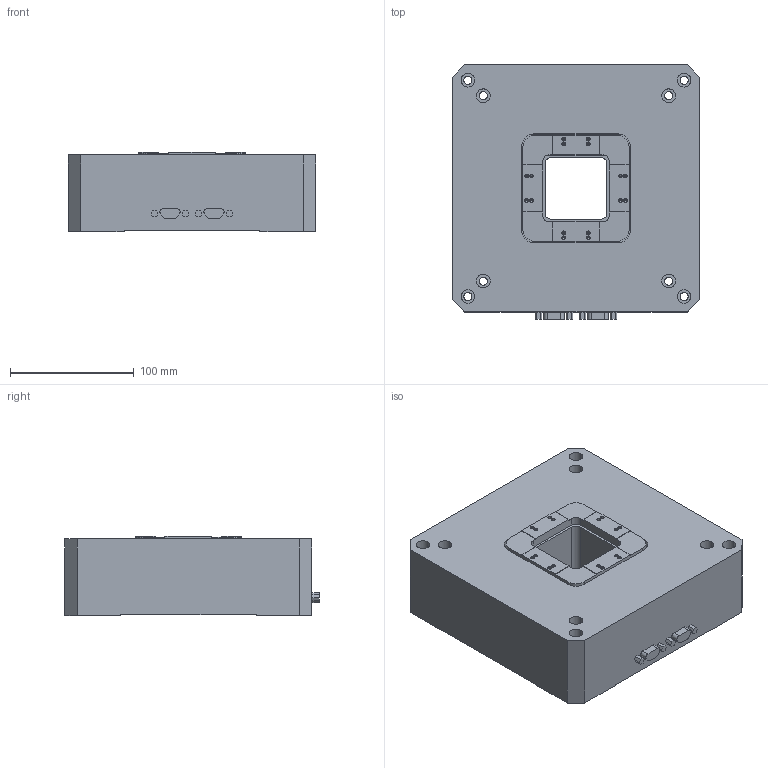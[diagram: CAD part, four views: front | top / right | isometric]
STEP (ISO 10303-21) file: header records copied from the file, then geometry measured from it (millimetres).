
FILE_DESCRIPTION (( 'STEP AP203' ), '1' );
FILE_NAME ('H60.XYZTR0S-B1外形三维-21.06.10.STEP', '2021-06-10T00:29:16', ( 'Windows 用户' ), ( '微软中国' ), 'SwSTEP 2.0', 'SolidWorks 2016', '' );
FILE_SCHEMA (( 'CONFIG_CONTROL_DESIGN' ));
Length unit declared in the file: millimetre
Products named in the file (1): H60.XYZTR0S-B1外形三维-21.06.10
Bounding box: 200 x 205.8 x 64 mm (x, y, z)
Volume: 2264561.2 mm3; surface area: 155523.9 mm2
Topology: 1 solids, 1 shells, 274 faces, 688 edges, 416 vertices
Faces by surface type: plane 102, cylinder 92, cone 80
Entity records: 8033 total; most frequent: DIRECTION 1438, CARTESIAN_POINT 1347, ORIENTED_EDGE 1312, EDGE_CURVE 656, AXIS2_PLACEMENT_3D 507, VECTOR 424, LINE 424, VERTEX_POINT 416
